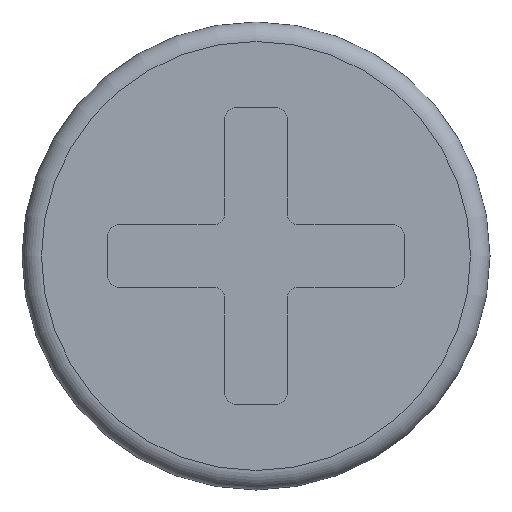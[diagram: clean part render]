
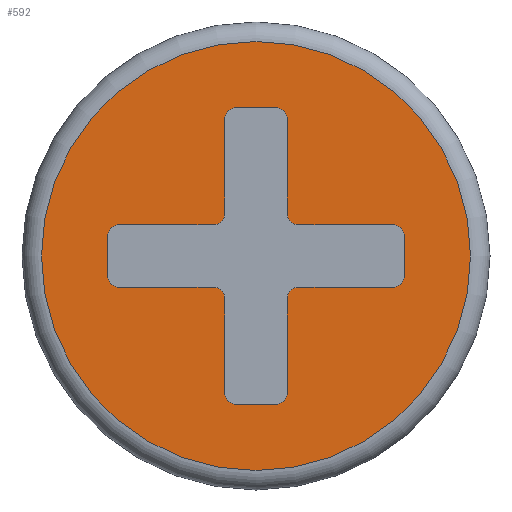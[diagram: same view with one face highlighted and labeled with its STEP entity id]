
A CAD part, front view. The second image highlights one B-rep face of the part: STEP entity #592.
In plain terms, the highlighted planar face has unit normal (0, -1, 0).
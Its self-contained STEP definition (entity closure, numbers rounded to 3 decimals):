
#18=FACE_BOUND('',#88,.T.);
#29=PLANE('',#657);
#54=FACE_OUTER_BOUND('',#87,.T.);
#87=EDGE_LOOP('',(#458));
#88=EDGE_LOOP('',(#459,#460,#461,#462,#463,#464,#465,#466,#467,#468,#469,
#470,#471,#472,#473,#474,#475,#476,#477,#478,#479,#480,#481,#482));
#106=LINE('',#895,#156);
#112=LINE('',#910,#162);
#115=LINE('',#922,#165);
#121=LINE('',#937,#171);
#124=LINE('',#949,#174);
#130=LINE('',#964,#180);
#133=LINE('',#976,#183);
#139=LINE('',#991,#189);
#142=LINE('',#1000,#192);
#143=LINE('',#1005,#193);
#144=LINE('',#1008,#194);
#145=LINE('',#1011,#195);
#156=VECTOR('',#703,10.);
#162=VECTOR('',#717,10.);
#165=VECTOR('',#728,10.);
#171=VECTOR('',#742,10.);
#174=VECTOR('',#753,10.);
#180=VECTOR('',#767,10.);
#183=VECTOR('',#778,10.);
#189=VECTOR('',#792,10.);
#192=VECTOR('',#803,10.);
#193=VECTOR('',#808,10.);
#194=VECTOR('',#811,10.);
#195=VECTOR('',#814,10.);
#205=CIRCLE('',#623,0.15);
#207=CIRCLE('',#627,0.15);
#209=CIRCLE('',#631,0.15);
#211=CIRCLE('',#635,0.15);
#213=CIRCLE('',#639,0.15);
#215=CIRCLE('',#643,0.15);
#217=CIRCLE('',#647,0.15);
#219=CIRCLE('',#651,0.15);
#220=CIRCLE('',#654,0.15);
#222=CIRCLE('',#658,2.75);
#223=CIRCLE('',#659,0.15);
#224=CIRCLE('',#660,0.15);
#225=CIRCLE('',#661,0.15);
#243=VERTEX_POINT('',#888);
#244=VERTEX_POINT('',#890);
#245=VERTEX_POINT('',#894);
#249=VERTEX_POINT('',#903);
#250=VERTEX_POINT('',#905);
#253=VERTEX_POINT('',#915);
#254=VERTEX_POINT('',#917);
#255=VERTEX_POINT('',#921);
#259=VERTEX_POINT('',#930);
#260=VERTEX_POINT('',#932);
#263=VERTEX_POINT('',#942);
#264=VERTEX_POINT('',#944);
#265=VERTEX_POINT('',#948);
#269=VERTEX_POINT('',#957);
#270=VERTEX_POINT('',#959);
#273=VERTEX_POINT('',#969);
#274=VERTEX_POINT('',#971);
#275=VERTEX_POINT('',#975);
#279=VERTEX_POINT('',#984);
#280=VERTEX_POINT('',#986);
#281=VERTEX_POINT('',#993);
#283=VERTEX_POINT('',#1002);
#284=VERTEX_POINT('',#1004);
#285=VERTEX_POINT('',#1007);
#286=VERTEX_POINT('',#1010);
#301=EDGE_CURVE('',#243,#244,#205,.T.);
#303=EDGE_CURVE('',#245,#244,#106,.T.);
#308=EDGE_CURVE('',#249,#250,#207,.T.);
#311=EDGE_CURVE('',#243,#250,#112,.T.);
#314=EDGE_CURVE('',#253,#254,#209,.T.);
#316=EDGE_CURVE('',#255,#254,#115,.T.);
#321=EDGE_CURVE('',#259,#260,#211,.T.);
#324=EDGE_CURVE('',#253,#260,#121,.T.);
#327=EDGE_CURVE('',#263,#264,#213,.T.);
#329=EDGE_CURVE('',#265,#264,#124,.T.);
#334=EDGE_CURVE('',#269,#270,#215,.T.);
#337=EDGE_CURVE('',#263,#270,#130,.T.);
#340=EDGE_CURVE('',#273,#274,#217,.T.);
#342=EDGE_CURVE('',#275,#274,#133,.T.);
#347=EDGE_CURVE('',#279,#280,#219,.T.);
#350=EDGE_CURVE('',#273,#280,#139,.T.);
#351=EDGE_CURVE('',#245,#281,#220,.T.);
#355=EDGE_CURVE('',#279,#281,#142,.T.);
#356=EDGE_CURVE('',#283,#283,#222,.T.);
#357=EDGE_CURVE('',#249,#284,#143,.T.);
#358=EDGE_CURVE('',#255,#284,#223,.T.);
#359=EDGE_CURVE('',#259,#285,#144,.T.);
#360=EDGE_CURVE('',#265,#285,#224,.T.);
#361=EDGE_CURVE('',#269,#286,#145,.T.);
#362=EDGE_CURVE('',#275,#286,#225,.T.);
#458=ORIENTED_EDGE('',*,*,#356,.F.);
#459=ORIENTED_EDGE('',*,*,#351,.F.);
#460=ORIENTED_EDGE('',*,*,#303,.T.);
#461=ORIENTED_EDGE('',*,*,#301,.F.);
#462=ORIENTED_EDGE('',*,*,#311,.T.);
#463=ORIENTED_EDGE('',*,*,#308,.F.);
#464=ORIENTED_EDGE('',*,*,#357,.T.);
#465=ORIENTED_EDGE('',*,*,#358,.F.);
#466=ORIENTED_EDGE('',*,*,#316,.T.);
#467=ORIENTED_EDGE('',*,*,#314,.F.);
#468=ORIENTED_EDGE('',*,*,#324,.T.);
#469=ORIENTED_EDGE('',*,*,#321,.F.);
#470=ORIENTED_EDGE('',*,*,#359,.T.);
#471=ORIENTED_EDGE('',*,*,#360,.F.);
#472=ORIENTED_EDGE('',*,*,#329,.T.);
#473=ORIENTED_EDGE('',*,*,#327,.F.);
#474=ORIENTED_EDGE('',*,*,#337,.T.);
#475=ORIENTED_EDGE('',*,*,#334,.F.);
#476=ORIENTED_EDGE('',*,*,#361,.T.);
#477=ORIENTED_EDGE('',*,*,#362,.F.);
#478=ORIENTED_EDGE('',*,*,#342,.T.);
#479=ORIENTED_EDGE('',*,*,#340,.F.);
#480=ORIENTED_EDGE('',*,*,#350,.T.);
#481=ORIENTED_EDGE('',*,*,#347,.F.);
#482=ORIENTED_EDGE('',*,*,#355,.T.);
#592=ADVANCED_FACE('',(#54,#18),#29,.F.);
#623=AXIS2_PLACEMENT_3D('',#891,#698,#699);
#627=AXIS2_PLACEMENT_3D('',#906,#711,#712);
#631=AXIS2_PLACEMENT_3D('',#918,#723,#724);
#635=AXIS2_PLACEMENT_3D('',#933,#736,#737);
#639=AXIS2_PLACEMENT_3D('',#945,#748,#749);
#643=AXIS2_PLACEMENT_3D('',#960,#761,#762);
#647=AXIS2_PLACEMENT_3D('',#972,#773,#774);
#651=AXIS2_PLACEMENT_3D('',#987,#786,#787);
#654=AXIS2_PLACEMENT_3D('',#994,#795,#796);
#657=AXIS2_PLACEMENT_3D('',#1001,#804,#805);
#658=AXIS2_PLACEMENT_3D('',#1003,#806,#807);
#659=AXIS2_PLACEMENT_3D('',#1006,#809,#810);
#660=AXIS2_PLACEMENT_3D('',#1009,#812,#813);
#661=AXIS2_PLACEMENT_3D('',#1012,#815,#816);
#698=DIRECTION('center_axis',(0.,-1.,0.));
#699=DIRECTION('ref_axis',(0.707,0.,0.707));
#703=DIRECTION('',(1.,0.,0.));
#711=DIRECTION('center_axis',(0.,-1.,0.));
#712=DIRECTION('ref_axis',(0.707,0.,-0.707));
#717=DIRECTION('',(0.,0.,-1.));
#723=DIRECTION('center_axis',(0.,-1.,0.));
#724=DIRECTION('ref_axis',(0.707,0.,-0.707));
#728=DIRECTION('',(0.,0.,-1.));
#736=DIRECTION('center_axis',(0.,-1.,0.));
#737=DIRECTION('ref_axis',(-0.707,0.,-0.707));
#742=DIRECTION('',(-1.,0.,0.));
#748=DIRECTION('center_axis',(0.,-1.,0.));
#749=DIRECTION('ref_axis',(-0.707,0.,-0.707));
#753=DIRECTION('',(-1.,0.,0.));
#761=DIRECTION('center_axis',(0.,-1.,0.));
#762=DIRECTION('ref_axis',(-0.707,0.,0.707));
#767=DIRECTION('',(0.,0.,1.));
#773=DIRECTION('center_axis',(0.,-1.,0.));
#774=DIRECTION('ref_axis',(-0.707,0.,0.707));
#778=DIRECTION('',(0.,0.,1.));
#786=DIRECTION('center_axis',(0.,-1.,0.));
#787=DIRECTION('ref_axis',(0.707,0.,0.707));
#792=DIRECTION('',(1.,0.,0.));
#795=DIRECTION('center_axis',(0.,1.,0.));
#796=DIRECTION('ref_axis',(-0.707,0.,-0.707));
#803=DIRECTION('',(0.,0.,-1.));
#804=DIRECTION('center_axis',(0.,1.,0.));
#805=DIRECTION('ref_axis',(1.,0.,0.));
#806=DIRECTION('center_axis',(0.,1.,0.));
#807=DIRECTION('ref_axis',(1.,0.,0.));
#808=DIRECTION('',(-1.,0.,0.));
#809=DIRECTION('center_axis',(0.,1.,0.));
#810=DIRECTION('ref_axis',(-0.707,0.,0.707));
#811=DIRECTION('',(0.,0.,1.));
#812=DIRECTION('center_axis',(0.,1.,0.));
#813=DIRECTION('ref_axis',(0.707,0.,0.707));
#814=DIRECTION('',(1.,0.,0.));
#815=DIRECTION('center_axis',(0.,1.,0.));
#816=DIRECTION('ref_axis',(0.707,0.,-0.707));
#888=CARTESIAN_POINT('',(1.9,0.,0.25));
#890=CARTESIAN_POINT('',(1.75,0.,0.4));
#891=CARTESIAN_POINT('Origin',(1.75,0.,0.25));
#894=CARTESIAN_POINT('',(0.55,0.,0.4));
#895=CARTESIAN_POINT('',(0.2,0.,0.4));
#903=CARTESIAN_POINT('',(1.75,0.,-0.4));
#905=CARTESIAN_POINT('',(1.9,0.,-0.25));
#906=CARTESIAN_POINT('Origin',(1.75,0.,-0.25));
#910=CARTESIAN_POINT('',(1.9,0.,0.2));
#915=CARTESIAN_POINT('',(0.25,0.,-1.9));
#917=CARTESIAN_POINT('',(0.4,0.,-1.75));
#918=CARTESIAN_POINT('Origin',(0.25,0.,-1.75));
#921=CARTESIAN_POINT('',(0.4,0.,-0.55));
#922=CARTESIAN_POINT('',(0.4,0.,-0.2));
#930=CARTESIAN_POINT('',(-0.4,0.,-1.75));
#932=CARTESIAN_POINT('',(-0.25,0.,-1.9));
#933=CARTESIAN_POINT('Origin',(-0.25,0.,-1.75));
#937=CARTESIAN_POINT('',(0.2,0.,-1.9));
#942=CARTESIAN_POINT('',(-1.9,0.,-0.25));
#944=CARTESIAN_POINT('',(-1.75,0.,-0.4));
#945=CARTESIAN_POINT('Origin',(-1.75,0.,-0.25));
#948=CARTESIAN_POINT('',(-0.55,0.,-0.4));
#949=CARTESIAN_POINT('',(-0.2,0.,-0.4));
#957=CARTESIAN_POINT('',(-1.75,0.,0.4));
#959=CARTESIAN_POINT('',(-1.9,0.,0.25));
#960=CARTESIAN_POINT('Origin',(-1.75,0.,0.25));
#964=CARTESIAN_POINT('',(-1.9,0.,-0.2));
#969=CARTESIAN_POINT('',(-0.25,0.,1.9));
#971=CARTESIAN_POINT('',(-0.4,0.,1.75));
#972=CARTESIAN_POINT('Origin',(-0.25,0.,1.75));
#975=CARTESIAN_POINT('',(-0.4,0.,0.55));
#976=CARTESIAN_POINT('',(-0.4,0.,0.2));
#984=CARTESIAN_POINT('',(0.4,0.,1.75));
#986=CARTESIAN_POINT('',(0.25,0.,1.9));
#987=CARTESIAN_POINT('Origin',(0.25,0.,1.75));
#991=CARTESIAN_POINT('',(-0.2,0.,1.9));
#993=CARTESIAN_POINT('',(0.4,0.,0.55));
#994=CARTESIAN_POINT('Origin',(0.55,0.,0.55));
#1000=CARTESIAN_POINT('',(0.4,0.,0.95));
#1001=CARTESIAN_POINT('Origin',(0.,0.,0.));
#1002=CARTESIAN_POINT('',(0.,0.,2.75));
#1003=CARTESIAN_POINT('Origin',(0.,0.,0.));
#1004=CARTESIAN_POINT('',(0.55,0.,-0.4));
#1005=CARTESIAN_POINT('',(0.95,0.,-0.4));
#1006=CARTESIAN_POINT('Origin',(0.55,0.,-0.55));
#1007=CARTESIAN_POINT('',(-0.4,0.,-0.55));
#1008=CARTESIAN_POINT('',(-0.4,0.,-0.95));
#1009=CARTESIAN_POINT('Origin',(-0.55,0.,-0.55));
#1010=CARTESIAN_POINT('',(-0.55,0.,0.4));
#1011=CARTESIAN_POINT('',(-0.95,0.,0.4));
#1012=CARTESIAN_POINT('Origin',(-0.55,0.,0.55));
